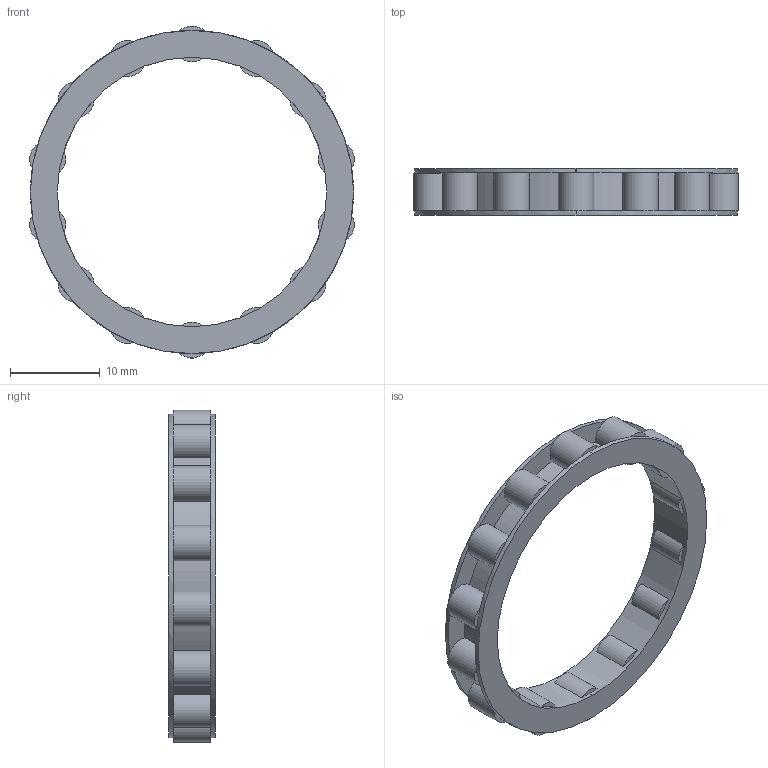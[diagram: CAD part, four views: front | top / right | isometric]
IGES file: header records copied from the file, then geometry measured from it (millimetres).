
Start section:  PTC IGES file: rl437-4.igs
Global section: file name: rl437-4.igs; native system: Creo Parametric by Parametric Technology Corporation; preprocessor: 2013150; author: sales 4; organization: Unknown; date: 20140320.113051; units: millimetre
Bounding box: 36.17 x 5.2 x 36.99 mm (x, y, z)
Surface area: 2281.3 mm2 (no closed solid volume)
Topology: 0 solids, 0 shells, 546 faces, 2924 edges, 2924 vertices
Faces by surface type: bspline 498, revolution 48
